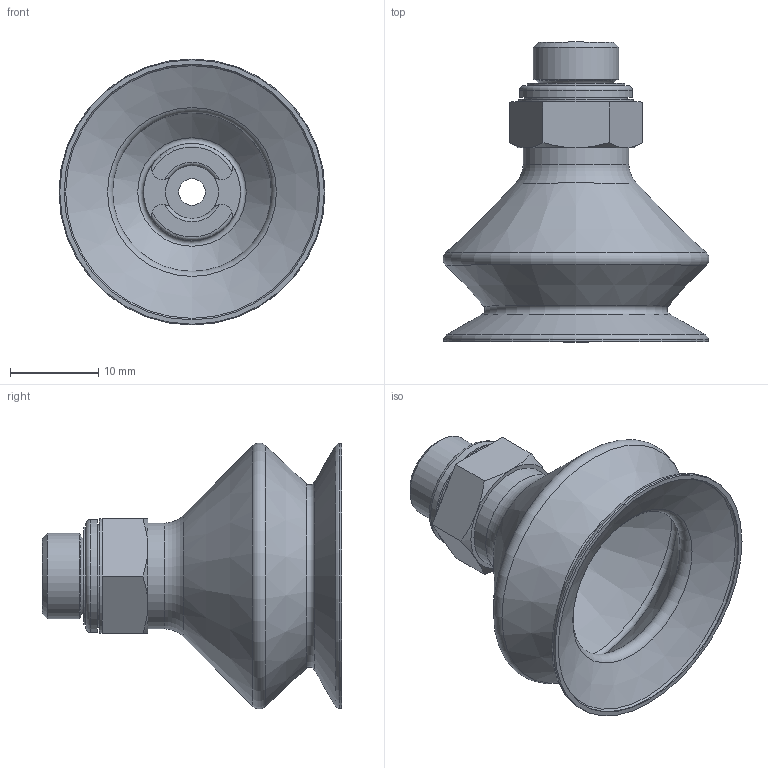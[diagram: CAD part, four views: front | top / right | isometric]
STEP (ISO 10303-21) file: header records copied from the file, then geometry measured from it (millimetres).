
FILE_DESCRIPTION(/* description */ ('STEP AP214'),/* implementation_level */ '2;1');
FILE_NAME(/* name */ '1395690_VASB-30-1_8-PUR-B',/* time_stamp */ '2024-09-11T11:40:00+02:00',/* author */ ('License CC BY-ND 4.0'),/* organization */ ('CADENAS'),/* preprocessor_version */ 'ST-DEVELOPER v19.3',/* originating_system */ 'PARTsolutions',/* authorisation */ ' ');
FILE_SCHEMA (('AUTOMOTIVE_DESIGN {1 0 10303 214 3 1 1}'));
Length unit declared in the file: millimetre
Products named in the file (1): 1395690 VASB-30-1/8-PUR-B
Bounding box: 30.17 x 34 x 30.17 mm (x, y, z)
Volume: 4204.2 mm3; surface area: 4946.8 mm2
Topology: 1 solids, 1 shells, 70 faces, 150 edges, 89 vertices
Faces by surface type: plane 25, cylinder 16, cone 15, torus 14
Full cylindrical faces by diameter (mm): 3 x1, 6 x1, 9.728 x1, 9.8 x1, 11 x1, 11.1 x1, 11.6 x1, 12 x1, 12.8 x1, 13 x1, 29 x1, 30 x1
Entity records: 2240 total; most frequent: CARTESIAN_POINT 337, DIRECTION 308, ORIENTED_EDGE 232, AXIS2_PLACEMENT_3D 141, EDGE_CURVE 116, EDGE_LOOP 110, FACE_BOUND 110, VERTEX_POINT 86
